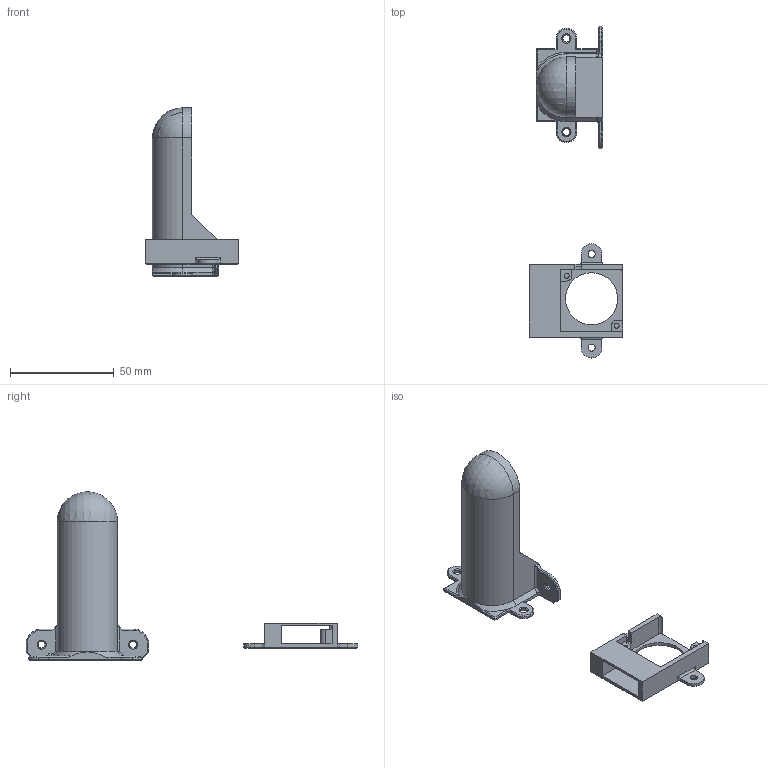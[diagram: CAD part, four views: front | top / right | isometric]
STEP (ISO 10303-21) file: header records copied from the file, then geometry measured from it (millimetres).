
FILE_DESCRIPTION(/* description */ (''),/* implementation_level */ '2;1');
FILE_NAME(/* name */ 'v0-fan-duct.step.step',/* time_stamp */ '2023-07-17T18:59:23-05:00',/* author */ (''),/* organization */ (''),/* preprocessor_version */ 'ST-DEVELOPER v19.2',/* originating_system */ 'Autodesk Translation Framework v12.6.0.85',/* authorisation */ '');
FILE_SCHEMA (('AUTOMOTIVE_DESIGN { 1 0 10303 214 3 1 1 }'));
Length unit declared in the file: millimetre
Products named in the file (3): Voron 0 Raspberry Pi Cooling Fan; Cooling Fan; Ducting
Assembly tree (2 placements, depth 2):
  Voron 0 Raspberry Pi Cooling Fan
    Cooling Fan
    Ducting
Bounding box: 45 x 159.65 x 81 mm (x, y, z)
Volume: 24783.9 mm3; surface area: 20112.2 mm2
Topology: 2 solids, 2 shells, 191 faces, 477 edges, 284 vertices
Faces by surface type: plane 106, cylinder 41, cone 31, bspline 10, sphere 2, torus 1
Full cylindrical faces by diameter (mm): 2.4 x2, 3.4 x6, 25 x2
Entity records: 6635 total; most frequent: CARTESIAN_POINT 2052, ORIENTED_EDGE 940, DIRECTION 923, EDGE_CURVE 470, LINE 327, VECTOR 327, AXIS2_PLACEMENT_3D 298, VERTEX_POINT 284
